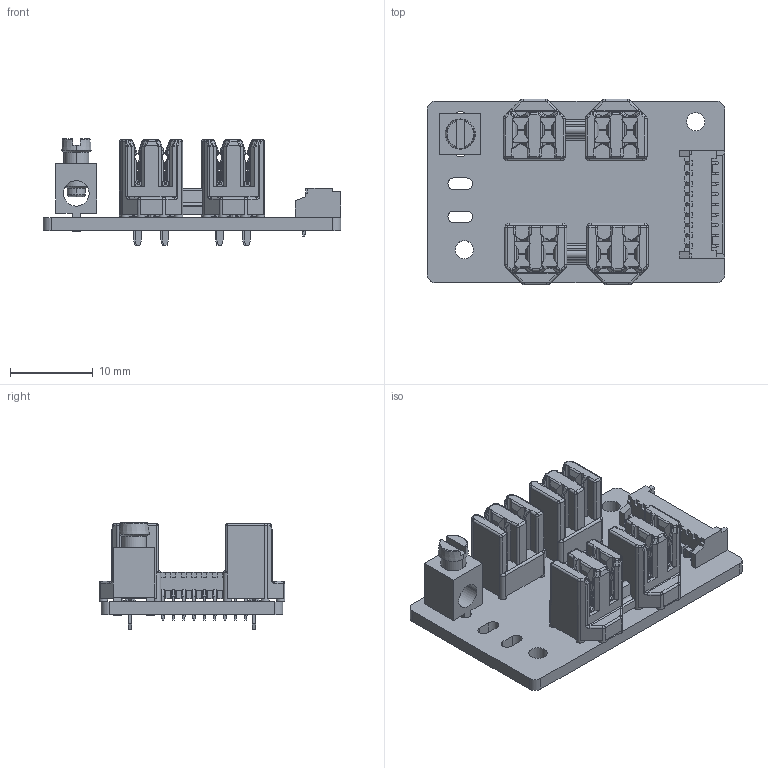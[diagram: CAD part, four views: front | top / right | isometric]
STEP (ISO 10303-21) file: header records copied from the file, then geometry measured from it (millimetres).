
FILE_DESCRIPTION(('KiCad electronic assembly'),'2;1');
FILE_NAME('WaterproofEthernetSocket_InternalJoin.step', '2024-03-01T07:59:00',('Pcbnew'),('Kicad'), 'Open CASCADE STEP processor 7.7','KiCad to STEP converter','Unknown' );
FILE_SCHEMA(('AUTOMOTIVE_DESIGN { 1 0 10303 214 1 1 1 1 }'));
Length unit declared in the file: millimetre
Products named in the file (8): WaterproofEthernetSocket_InternalJoin 1; Molex_PicoBlade_53048-0910_1x09_P1.25mm_Horizontal; 530480910; Connector_IDC_8P_Cat6A_Stewart_SS-51000-003_Half; Connector_IDC_8P_Cat6A_Stewart_SS-51000-004 v6; TerminalBlock_MetzConnect_360381_1x01_Horizontal_ScrewM3.0; 360381_SW0001; WaterproofEthernetSocket_InternalJoin_PCB
Assembly tree (8 placements, depth 3):
  WaterproofEthernetSocket_InternalJoin 1
    Molex_PicoBlade_53048-0910_1x09_P1.25mm_Horizontal
      530480910
    Connector_IDC_8P_Cat6A_Stewart_SS-51000-003_Half  x2
      Connector_IDC_8P_Cat6A_Stewart_SS-51000-004 v6
    TerminalBlock_MetzConnect_360381_1x01_Horizontal_ScrewM3.0
      360381_SW0001
    WaterproofEthernetSocket_InternalJoin_PCB
Bounding box: 36 x 22.47 x 12.88 mm (x, y, z)
Volume: 2770.6 mm3; surface area: 4620.4 mm2
Topology: 17 solids, 17 shells, 1978 faces, 5119 edges, 3208 vertices
Faces by surface type: plane 1042, cylinder 644, bspline 152, sphere 80, torus 36, cone 24
Full cylindrical faces by diameter (mm): 0.5 x9, 1.016 x24, 1.07 x8, 1.5 x2, 2.2 x2
Entity records: 41357 total; most frequent: CARTESIAN_POINT 12316, ORIENTED_EDGE 6158, DIRECTION 5781, EDGE_CURVE 3079, LINE 2075, VECTOR 2075, VERTEX_POINT 1924, AXIS2_PLACEMENT_3D 1853
